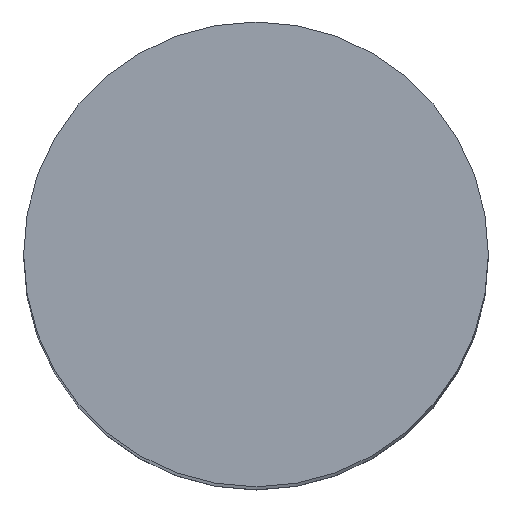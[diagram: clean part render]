
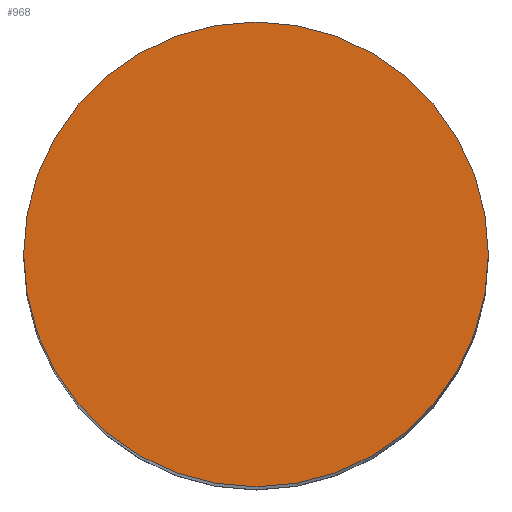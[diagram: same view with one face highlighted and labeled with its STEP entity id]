
A CAD part, top view. The second image highlights one B-rep face of the part: STEP entity #968.
In plain terms, the highlighted planar face has unit normal (0, 0, 1).
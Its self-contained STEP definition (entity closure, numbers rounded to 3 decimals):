
#48=PLANE('',#1048);
#70=FACE_OUTER_BOUND('',#128,.T.);
#128=EDGE_LOOP('',(#622));
#196=CIRCLE('',#1049,5.);
#375=VERTEX_POINT('',#1738);
#477=EDGE_CURVE('',#375,#375,#196,.T.);
#622=ORIENTED_EDGE('',*,*,#477,.T.);
#968=ADVANCED_FACE('',(#70),#48,.T.);
#1048=AXIS2_PLACEMENT_3D('',#1737,#1197,#1198);
#1049=AXIS2_PLACEMENT_3D('',#1739,#1199,#1200);
#1197=DIRECTION('center_axis',(0.,0.,
1.));
#1198=DIRECTION('ref_axis',(1.,0.,0.));
#1199=DIRECTION('center_axis',(0.,0.,
1.));
#1200=DIRECTION('ref_axis',(-1.,0.,0.));
#1737=CARTESIAN_POINT('Origin',(0.,0.,
41.9));
#1738=CARTESIAN_POINT('',(5.,0.,41.9));
#1739=CARTESIAN_POINT('Origin',(0.,0.,
41.9));
